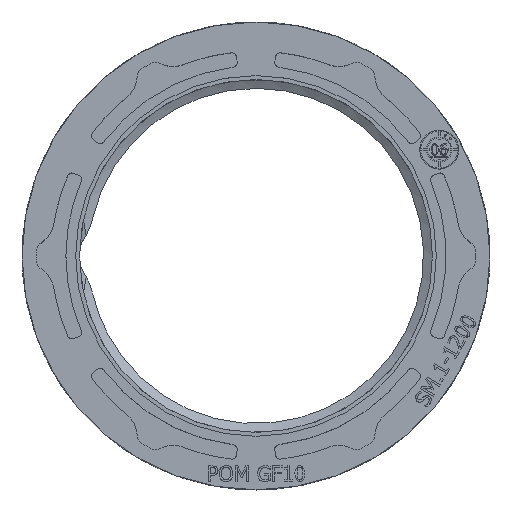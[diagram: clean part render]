
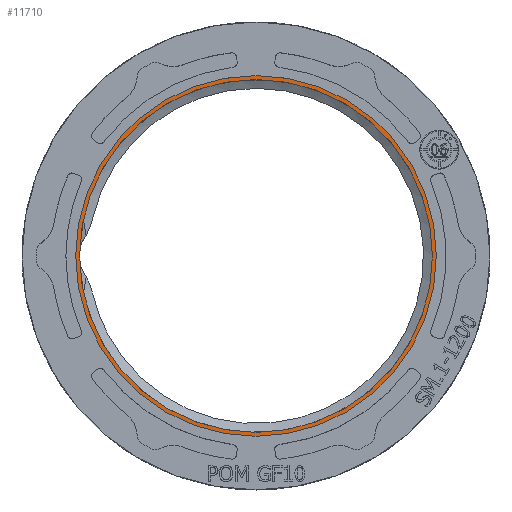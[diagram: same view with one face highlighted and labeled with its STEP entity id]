
A CAD part, top view. The second image highlights one B-rep face of the part: STEP entity #11710.
In plain terms, the highlighted planar face has unit normal (0, 0, 1).
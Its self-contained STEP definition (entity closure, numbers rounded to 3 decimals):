
#112 = CARTESIAN_POINT ( 'NONE',  ( 0., 0., 7.3 ) ) ;
#212 = DIRECTION ( 'NONE',  ( 0., 0., -1. ) ) ;
#449 = CARTESIAN_POINT ( 'NONE',  ( -18.1, 0., 7.3 ) ) ;
#868 = CARTESIAN_POINT ( 'NONE',  ( 0., 0., 7.3 ) ) ;
#2030 = EDGE_CURVE ( 'NONE', #8433, #12574, #17264, .T. ) ;
#2206 = CARTESIAN_POINT ( 'NONE',  ( 0., 0., 7.3 ) ) ;
#2604 = EDGE_LOOP ( 'NONE', ( #3258, #23013 ) ) ;
#3195 = AXIS2_PLACEMENT_3D ( 'NONE', #112, #24072, #13388 ) ;
#3258 = ORIENTED_EDGE ( 'NONE', *, *, #2030, .F. ) ;
#5438 = DIRECTION ( 'NONE',  ( 0., 0., -1. ) ) ;
#5871 = CARTESIAN_POINT ( 'NONE',  ( 0., 0., 7.3 ) ) ;
#6625 = CARTESIAN_POINT ( 'NONE',  ( 0., 0., 7.3 ) ) ;
#8042 = DIRECTION ( 'NONE',  ( 1., 0., 0. ) ) ;
#8433 = VERTEX_POINT ( 'NONE', #18365 ) ;
#9332 = CIRCLE ( 'NONE', #26196, 18.1 ) ;
#10500 = CIRCLE ( 'NONE', #13584, 18.5 ) ;
#10908 = PLANE ( 'NONE',  #3195 ) ;
#11609 = CARTESIAN_POINT ( 'NONE',  ( 18.5, 0., 7.3 ) ) ;
#11710 = ADVANCED_FACE ( 'NONE', ( #22032, #12835 ), #10908, .F. ) ;
#11739 = CARTESIAN_POINT ( 'NONE',  ( 18.1, 0., 7.3 ) ) ;
#12574 = VERTEX_POINT ( 'NONE', #11609 ) ;
#12835 = FACE_OUTER_BOUND ( 'NONE', #2604, .T. ) ;
#13231 = DIRECTION ( 'NONE',  ( 1., 0., 0. ) ) ;
#13388 = DIRECTION ( 'NONE',  ( -1., 0., 0. ) ) ;
#13424 = DIRECTION ( 'NONE',  ( 0., 0., -1. ) ) ;
#13584 = AXIS2_PLACEMENT_3D ( 'NONE', #868, #5438, #22458 ) ;
#15287 = EDGE_CURVE ( 'NONE', #22345, #20280, #21478, .T. ) ;
#16134 = DIRECTION ( 'NONE',  ( -1., 0., 0. ) ) ;
#16616 = EDGE_CURVE ( 'NONE', #12574, #8433, #10500, .T. ) ;
#17264 = CIRCLE ( 'NONE', #24458, 18.5 ) ;
#17958 = ORIENTED_EDGE ( 'NONE', *, *, #15287, .T. ) ;
#18365 = CARTESIAN_POINT ( 'NONE',  ( -18.5, 0., 7.3 ) ) ;
#20280 = VERTEX_POINT ( 'NONE', #449 ) ;
#21078 = DIRECTION ( 'NONE',  ( 0., 0., -1. ) ) ;
#21478 = CIRCLE ( 'NONE', #23941, 18.1 ) ;
#21615 = EDGE_CURVE ( 'NONE', #20280, #22345, #9332, .T. ) ;
#21619 = EDGE_LOOP ( 'NONE', ( #17958, #24982 ) ) ;
#22032 = FACE_BOUND ( 'NONE', #21619, .T. ) ;
#22345 = VERTEX_POINT ( 'NONE', #11739 ) ;
#22458 = DIRECTION ( 'NONE',  ( -1., 0., 0. ) ) ;
#23013 = ORIENTED_EDGE ( 'NONE', *, *, #16616, .F. ) ;
#23941 = AXIS2_PLACEMENT_3D ( 'NONE', #5871, #21078, #8042 ) ;
#24072 = DIRECTION ( 'NONE',  ( 0., 0., -1. ) ) ;
#24458 = AXIS2_PLACEMENT_3D ( 'NONE', #6625, #212, #16134 ) ;
#24982 = ORIENTED_EDGE ( 'NONE', *, *, #21615, .T. ) ;
#26196 = AXIS2_PLACEMENT_3D ( 'NONE', #2206, #13424, #13231 ) ;
